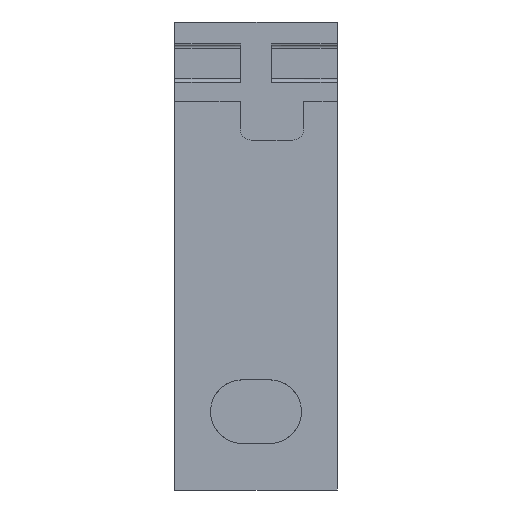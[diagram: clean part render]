
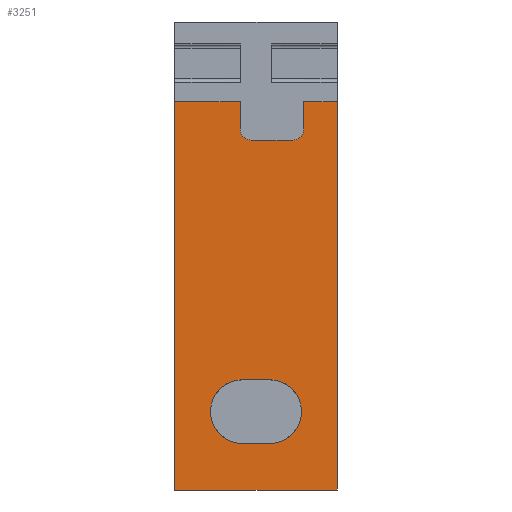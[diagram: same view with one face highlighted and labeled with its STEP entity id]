
A CAD part, front view. The second image highlights one B-rep face of the part: STEP entity #3251.
In plain terms, the highlighted planar face has unit normal (0, -1, 0).
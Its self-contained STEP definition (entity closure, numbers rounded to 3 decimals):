
#3120=AXIS2_PLACEMENT_3D('Plane Axis2P3D',#3117,#3118,#3119) ;
#3138=AXIS2_PLACEMENT_3D('Circle Axis2P3D',#3136,#3137,$) ;
#3152=AXIS2_PLACEMENT_3D('Circle Axis2P3D',#3150,#3151,$) ;
#1037=CARTESIAN_POINT('Vertex',(7.15,1.85,0.)) ;
#1040=CARTESIAN_POINT('Line Origine',(3.575,1.85,0.)) ;
#1044=CARTESIAN_POINT('Vertex',(0.,1.85,0.)) ;
#1435=CARTESIAN_POINT('Line Origine',(0.,1.85,8.55)) ;
#1439=CARTESIAN_POINT('Vertex',(0.,1.85,17.1)) ;
#3016=CARTESIAN_POINT('Vertex',(7.15,1.85,17.1)) ;
#3019=CARTESIAN_POINT('Line Origine',(7.15,1.85,8.55)) ;
#3117=CARTESIAN_POINT('Axis2P3D Location',(3.575,1.85,-18.3)) ;
#3122=CARTESIAN_POINT('Line Origine',(6.412,1.85,17.1)) ;
#3126=CARTESIAN_POINT('Vertex',(5.675,1.85,17.1)) ;
#3129=CARTESIAN_POINT('Line Origine',(5.675,1.85,16.5)) ;
#3133=CARTESIAN_POINT('Vertex',(5.675,1.85,15.9)) ;
#3136=CARTESIAN_POINT('Axis2P3D Location',(5.175,1.85,15.9)) ;
#3140=CARTESIAN_POINT('Vertex',(5.175,1.85,15.4)) ;
#3143=CARTESIAN_POINT('Line Origine',(4.275,1.85,15.4)) ;
#3147=CARTESIAN_POINT('Vertex',(3.375,1.85,15.4)) ;
#3150=CARTESIAN_POINT('Axis2P3D Location',(3.375,1.85,15.9)) ;
#3154=CARTESIAN_POINT('Vertex',(2.875,1.85,15.9)) ;
#3157=CARTESIAN_POINT('Line Origine',(2.875,1.85,16.5)) ;
#3161=CARTESIAN_POINT('Vertex',(2.875,1.85,17.1)) ;
#3164=CARTESIAN_POINT('Line Origine',(1.438,1.85,17.1)) ;
#3182=CARTESIAN_POINT('Control Point',(2.975,1.85,2.05)) ;
#3183=CARTESIAN_POINT('Control Point',(2.801,1.85,2.05)) ;
#3184=CARTESIAN_POINT('Control Point',(2.627,1.85,2.077)) ;
#3185=CARTESIAN_POINT('Control Point',(2.459,1.85,2.131)) ;
#3186=CARTESIAN_POINT('Control Point',(2.145,1.85,2.289)) ;
#3187=CARTESIAN_POINT('Control Point',(1.893,1.85,2.536)) ;
#3188=CARTESIAN_POINT('Control Point',(1.788,1.85,2.678)) ;
#3189=CARTESIAN_POINT('Control Point',(1.624,1.85,2.989)) ;
#3190=CARTESIAN_POINT('Control Point',(1.563,1.85,3.336)) ;
#3191=CARTESIAN_POINT('Control Point',(1.56,1.85,3.513)) ;
#3192=CARTESIAN_POINT('Control Point',(1.609,1.85,3.861)) ;
#3193=CARTESIAN_POINT('Control Point',(1.761,1.85,4.179)) ;
#3194=CARTESIAN_POINT('Control Point',(1.861,1.85,4.324)) ;
#3195=CARTESIAN_POINT('Control Point',(2.103,1.85,4.58)) ;
#3196=CARTESIAN_POINT('Control Point',(2.411,1.85,4.749)) ;
#3197=CARTESIAN_POINT('Control Point',(2.578,1.85,4.809)) ;
#3198=CARTESIAN_POINT('Control Point',(2.761,1.85,4.845)) ;
#3199=CARTESIAN_POINT('Control Point',(2.945,1.85,4.85)) ;
#3200=CARTESIAN_POINT('Control Point',(2.955,1.85,4.85)) ;
#3201=CARTESIAN_POINT('Control Point',(2.965,1.85,4.85)) ;
#3202=CARTESIAN_POINT('Control Point',(2.975,1.85,4.85)) ;
#3203=CARTESIAN_POINT('Vertex',(2.975,1.85,2.05)) ;
#3205=CARTESIAN_POINT('Vertex',(2.975,1.85,4.85)) ;
#3208=CARTESIAN_POINT('Line Origine',(3.575,1.85,4.85)) ;
#3212=CARTESIAN_POINT('Vertex',(4.175,1.85,4.85)) ;
#3216=CARTESIAN_POINT('Control Point',(4.175,1.85,4.85)) ;
#3217=CARTESIAN_POINT('Control Point',(4.349,1.85,4.85)) ;
#3218=CARTESIAN_POINT('Control Point',(4.523,1.85,4.823)) ;
#3219=CARTESIAN_POINT('Control Point',(4.691,1.85,4.769)) ;
#3220=CARTESIAN_POINT('Control Point',(5.005,1.85,4.611)) ;
#3221=CARTESIAN_POINT('Control Point',(5.257,1.85,4.364)) ;
#3222=CARTESIAN_POINT('Control Point',(5.362,1.85,4.222)) ;
#3223=CARTESIAN_POINT('Control Point',(5.526,1.85,3.911)) ;
#3224=CARTESIAN_POINT('Control Point',(5.587,1.85,3.564)) ;
#3225=CARTESIAN_POINT('Control Point',(5.59,1.85,3.387)) ;
#3226=CARTESIAN_POINT('Control Point',(5.541,1.85,3.039)) ;
#3227=CARTESIAN_POINT('Control Point',(5.389,1.85,2.721)) ;
#3228=CARTESIAN_POINT('Control Point',(5.289,1.85,2.576)) ;
#3229=CARTESIAN_POINT('Control Point',(5.047,1.85,2.32)) ;
#3230=CARTESIAN_POINT('Control Point',(4.739,1.85,2.151)) ;
#3231=CARTESIAN_POINT('Control Point',(4.572,1.85,2.091)) ;
#3232=CARTESIAN_POINT('Control Point',(4.389,1.85,2.055)) ;
#3233=CARTESIAN_POINT('Control Point',(4.205,1.85,2.05)) ;
#3234=CARTESIAN_POINT('Control Point',(4.195,1.85,2.05)) ;
#3235=CARTESIAN_POINT('Control Point',(4.185,1.85,2.05)) ;
#3236=CARTESIAN_POINT('Control Point',(4.175,1.85,2.05)) ;
#3237=CARTESIAN_POINT('Vertex',(4.175,1.85,2.05)) ;
#3240=CARTESIAN_POINT('Line Origine',(3.575,1.85,2.05)) ;
#1041=DIRECTION('Vector Direction',(1.,0.,0.)) ;
#1436=DIRECTION('Vector Direction',(0.,0.,-1.)) ;
#3020=DIRECTION('Vector Direction',(0.,0.,-1.)) ;
#3118=DIRECTION('Axis2P3D Direction',(0.,-1.,0.)) ;
#3119=DIRECTION('Axis2P3D XDirection',(0.,0.,1.)) ;
#3123=DIRECTION('Vector Direction',(-1.,0.,0.)) ;
#3130=DIRECTION('Vector Direction',(0.,0.,-1.)) ;
#3137=DIRECTION('Axis2P3D Direction',(0.,-1.,0.)) ;
#3144=DIRECTION('Vector Direction',(-1.,0.,0.)) ;
#3151=DIRECTION('Axis2P3D Direction',(0.,-1.,0.)) ;
#3158=DIRECTION('Vector Direction',(0.,0.,1.)) ;
#3165=DIRECTION('Vector Direction',(-1.,0.,0.)) ;
#3209=DIRECTION('Vector Direction',(-1.,0.,0.)) ;
#3241=DIRECTION('Vector Direction',(1.,0.,0.)) ;
#1042=VECTOR('Line Direction',#1041,1.) ;
#1437=VECTOR('Line Direction',#1436,1.) ;
#3021=VECTOR('Line Direction',#3020,1.) ;
#3124=VECTOR('Line Direction',#3123,1.) ;
#3131=VECTOR('Line Direction',#3130,1.) ;
#3145=VECTOR('Line Direction',#3144,1.) ;
#3159=VECTOR('Line Direction',#3158,1.) ;
#3166=VECTOR('Line Direction',#3165,1.) ;
#3210=VECTOR('Line Direction',#3209,1.) ;
#3242=VECTOR('Line Direction',#3241,1.) ;
#3170=ORIENTED_EDGE('',*,*,#1441,.T.) ;
#3171=ORIENTED_EDGE('',*,*,#1046,.T.) ;
#3172=ORIENTED_EDGE('',*,*,#3023,.F.) ;
#3173=ORIENTED_EDGE('',*,*,#3128,.T.) ;
#3174=ORIENTED_EDGE('',*,*,#3135,.T.) ;
#3175=ORIENTED_EDGE('',*,*,#3142,.F.) ;
#3176=ORIENTED_EDGE('',*,*,#3149,.T.) ;
#3177=ORIENTED_EDGE('',*,*,#3156,.F.) ;
#3178=ORIENTED_EDGE('',*,*,#3163,.T.) ;
#3179=ORIENTED_EDGE('',*,*,#3168,.T.) ;
#3246=ORIENTED_EDGE('',*,*,#3207,.T.) ;
#3247=ORIENTED_EDGE('',*,*,#3214,.F.) ;
#3248=ORIENTED_EDGE('',*,*,#3239,.T.) ;
#3249=ORIENTED_EDGE('',*,*,#3244,.F.) ;
#3250=FACE_BOUND('',#3245,.T.) ;
#3251=ADVANCED_FACE('DY',(#3180,#3250),#3121,.T.) ;
#3181=B_SPLINE_CURVE_WITH_KNOTS('',5,(#3182,#3183,#3184,#3185,#3186,#3187,#3188,#3189,#3190,#3191,#3192,#3193,#3194,#3195,#3196,#3197,#3198,#3199,#3200,#3201,#3202),.UNSPECIFIED.,.F.,.U.,(6,3,3,3,3,3,6),(0.,1.234,2.469,3.703,4.938,6.172,6.244),.UNSPECIFIED.) ;
#3215=B_SPLINE_CURVE_WITH_KNOTS('',5,(#3216,#3217,#3218,#3219,#3220,#3221,#3222,#3223,#3224,#3225,#3226,#3227,#3228,#3229,#3230,#3231,#3232,#3233,#3234,#3235,#3236),.UNSPECIFIED.,.F.,.U.,(6,3,3,3,3,3,6),(0.,1.234,2.469,3.703,4.938,6.172,6.244),.UNSPECIFIED.) ;
#3139=CIRCLE('generated circle',#3138,0.5) ;
#3153=CIRCLE('generated circle',#3152,0.5) ;
#1046=EDGE_CURVE('',#1045,#1038,#1043,.T.) ;
#1441=EDGE_CURVE('',#1440,#1045,#1438,.T.) ;
#3023=EDGE_CURVE('',#3017,#1038,#3022,.T.) ;
#3128=EDGE_CURVE('',#3017,#3127,#3125,.T.) ;
#3135=EDGE_CURVE('',#3127,#3134,#3132,.T.) ;
#3142=EDGE_CURVE('',#3141,#3134,#3139,.T.) ;
#3149=EDGE_CURVE('',#3141,#3148,#3146,.T.) ;
#3156=EDGE_CURVE('',#3155,#3148,#3153,.T.) ;
#3163=EDGE_CURVE('',#3155,#3162,#3160,.T.) ;
#3168=EDGE_CURVE('',#3162,#1440,#3167,.T.) ;
#3207=EDGE_CURVE('',#3204,#3206,#3181,.T.) ;
#3214=EDGE_CURVE('',#3213,#3206,#3211,.T.) ;
#3239=EDGE_CURVE('',#3213,#3238,#3215,.T.) ;
#3244=EDGE_CURVE('',#3204,#3238,#3243,.T.) ;
#3169=EDGE_LOOP('',(#3170,#3171,#3172,#3173,#3174,#3175,#3176,#3177,#3178,#3179)) ;
#3245=EDGE_LOOP('',(#3246,#3247,#3248,#3249)) ;
#3180=FACE_OUTER_BOUND('',#3169,.T.) ;
#1043=LINE('Line',#1040,#1042) ;
#1438=LINE('Line',#1435,#1437) ;
#3022=LINE('Line',#3019,#3021) ;
#3125=LINE('Line',#3122,#3124) ;
#3132=LINE('Line',#3129,#3131) ;
#3146=LINE('Line',#3143,#3145) ;
#3160=LINE('Line',#3157,#3159) ;
#3167=LINE('Line',#3164,#3166) ;
#3211=LINE('Line',#3208,#3210) ;
#3243=LINE('Line',#3240,#3242) ;
#3121=PLANE('',#3120) ;
#1038=VERTEX_POINT('',#1037) ;
#1045=VERTEX_POINT('',#1044) ;
#1440=VERTEX_POINT('',#1439) ;
#3017=VERTEX_POINT('',#3016) ;
#3127=VERTEX_POINT('',#3126) ;
#3134=VERTEX_POINT('',#3133) ;
#3141=VERTEX_POINT('',#3140) ;
#3148=VERTEX_POINT('',#3147) ;
#3155=VERTEX_POINT('',#3154) ;
#3162=VERTEX_POINT('',#3161) ;
#3204=VERTEX_POINT('',#3203) ;
#3206=VERTEX_POINT('',#3205) ;
#3213=VERTEX_POINT('',#3212) ;
#3238=VERTEX_POINT('',#3237) ;
